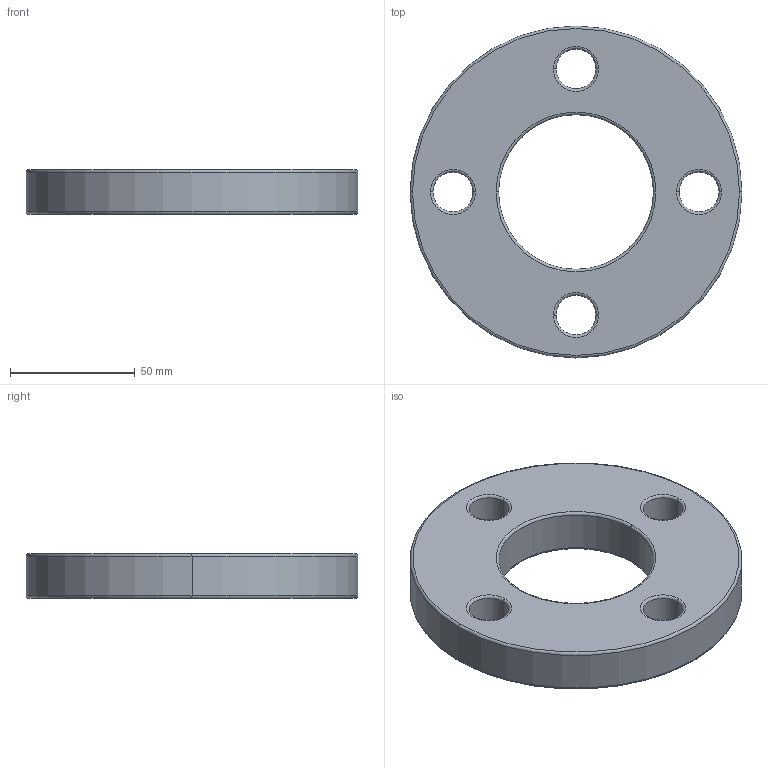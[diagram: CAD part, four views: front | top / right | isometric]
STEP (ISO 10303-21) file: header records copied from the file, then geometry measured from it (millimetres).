
FILE_DESCRIPTION (( 'STEP AP203' ), '1' );
FILE_NAME ('Backing Flange ANSI_001 530 7121 0050.step', '2022-12-21T13:30:44', ( '' ), ( '' ), 'SwSTEP 2.0', 'SolidWorks 2021', '' );
FILE_SCHEMA (( 'CONFIG_CONTROL_DESIGN' ));
Length unit declared in the file: millimetre
Products named in the file (1): Backing Flange ANSI_001 530 7121 0050
Bounding box: 133 x 133 x 18 mm (x, y, z)
Volume: 180901 mm3; surface area: 34090.4 mm2
Topology: 1 solids, 1 shells, 38 faces, 84 edges, 48 vertices
Faces by surface type: torus 24, cylinder 12, plane 2
Entity records: 1165 total; most frequent: DIRECTION 234, CARTESIAN_POINT 171, ORIENTED_EDGE 168, AXIS2_PLACEMENT_3D 111, EDGE_CURVE 84, CIRCLE 72, VERTEX_POINT 48, EDGE_LOOP 48
